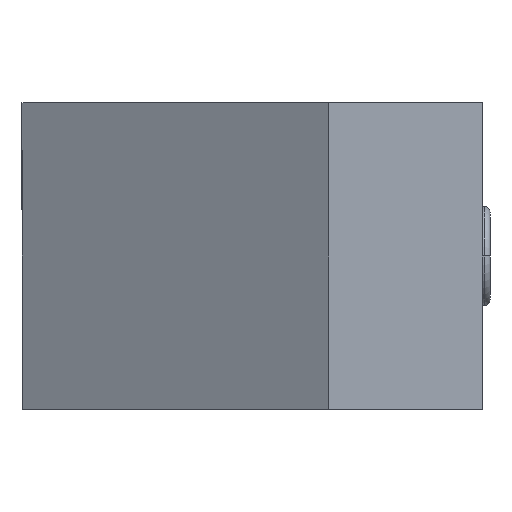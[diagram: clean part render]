
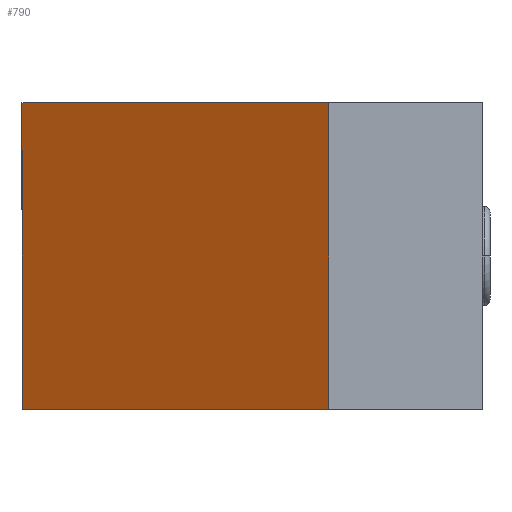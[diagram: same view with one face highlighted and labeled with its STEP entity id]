
A CAD part, left-side view. The second image highlights one B-rep face of the part: STEP entity #790.
In plain terms, the highlighted face is planar.
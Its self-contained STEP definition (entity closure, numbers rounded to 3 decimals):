
#280=CARTESIAN_POINT('',(40.,20.,0.));
#290=VERTEX_POINT('',#280);
#320=CARTESIAN_POINT('',(51.547,0.,0.));
#330=DIRECTION('',(0.5,-0.866,0.));
#340=VECTOR('',#330,1.);
#350=LINE('',#320,#340);
#360=CARTESIAN_POINT('',(16.906,60.,0.));
#370=VERTEX_POINT('',#360);
#380=EDGE_CURVE('',#370,#290,#350,.T.);
#490=CARTESIAN_POINT('',(42.798,15.153,-4.));
#500=DIRECTION('',(-0.866,-0.5,-0.));
#510=DIRECTION('',(-0.5,0.866,0.));
#520=AXIS2_PLACEMENT_3D('',#490,#500,#510);
#530=PLANE('',#520);
#540=CARTESIAN_POINT('',(16.906,60.,0.));
#550=DIRECTION('',(0.,0.,1.));
#560=VECTOR('',#550,1.);
#570=LINE('',#540,#560);
#580=CARTESIAN_POINT('',(16.906,60.,40.));
#590=VERTEX_POINT('',#580);
#600=EDGE_CURVE('',#370,#590,#570,.T.);
#610=ORIENTED_EDGE('',*,*,#600,.T.);
#620=ORIENTED_EDGE('',*,*,#380,.F.);
#630=CARTESIAN_POINT('',(40.,20.,0.));
#640=DIRECTION('',(0.,0.,-1.));
#650=VECTOR('',#640,1.);
#660=LINE('',#630,#650);
#670=CARTESIAN_POINT('',(40.,20.,40.));
#680=VERTEX_POINT('',#670);
#690=EDGE_CURVE('',#680,#290,#660,.T.);
#700=ORIENTED_EDGE('',*,*,#690,.T.);
#710=CARTESIAN_POINT('',(51.547,0.,40.));
#720=DIRECTION('',(0.5,-0.866,0.));
#730=VECTOR('',#720,1.);
#740=LINE('',#710,#730);
#750=EDGE_CURVE('',#590,#680,#740,.T.);
#760=ORIENTED_EDGE('',*,*,#750,.T.);
#770=EDGE_LOOP('',(#760,#700,#620,#610));
#780=FACE_OUTER_BOUND('',#770,.T.);
#790=ADVANCED_FACE('',(#780),#530,.F.);
